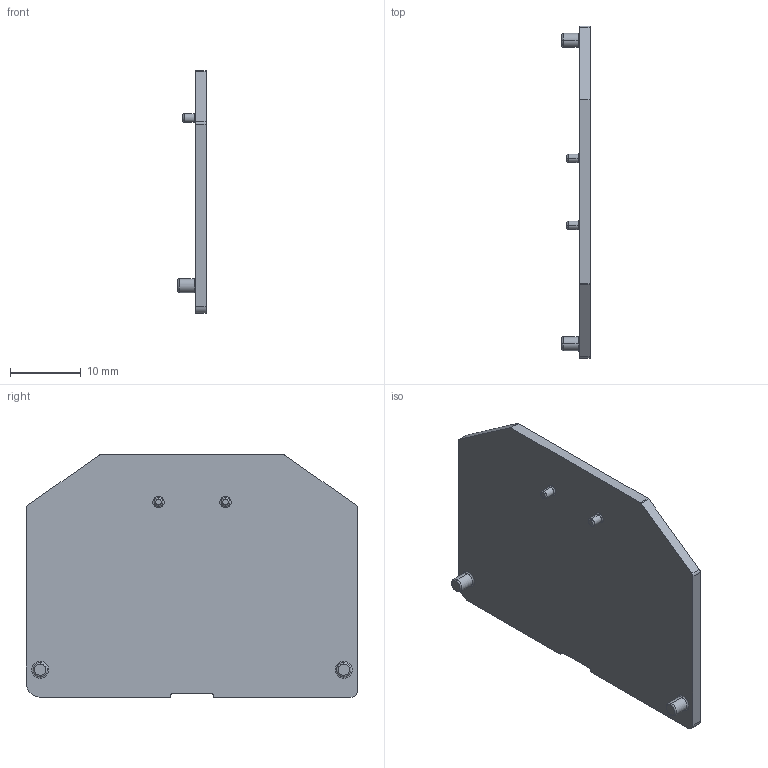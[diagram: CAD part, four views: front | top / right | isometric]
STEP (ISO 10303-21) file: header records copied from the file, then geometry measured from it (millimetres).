
FILE_DESCRIPTION(('CATIA V5 STEP Exchange','CAx-IF Rec.Pracs.--- Model Styling and Organization---1.4--- 2014-01-23'),'2;1');
FILE_NAME ('D1463454_0', '2020-07-22T11:18:04+00:00', ('none'), ('Weidmueller'), 'CATIA Version 5-6 Release 2016 SP3 HF44', 'CATIA V5 STEP AP214', 'none');
FILE_SCHEMA(('AUTOMOTIVE_DESIGN { 1 0 10303 214 1 1 1 1 }'));
Length unit declared in the file: millimetre
Products named in the file (1): 2614990000
Bounding box: 4 x 47 x 34.35 mm (x, y, z)
Volume: 2321.2 mm3; surface area: 3338.3 mm2
Topology: 1 solids, 1 shells, 48 faces, 110 edges, 68 vertices
Faces by surface type: plane 16, torus 16, cylinder 16
Entity records: 1468 total; most frequent: CARTESIAN_POINT 341, ORIENTED_EDGE 220, DIRECTION 192, EDGE_CURVE 110, AXIS2_PLACEMENT_3D 99, VERTEX_POINT 68, EDGE_LOOP 52, CIRCLE 50
